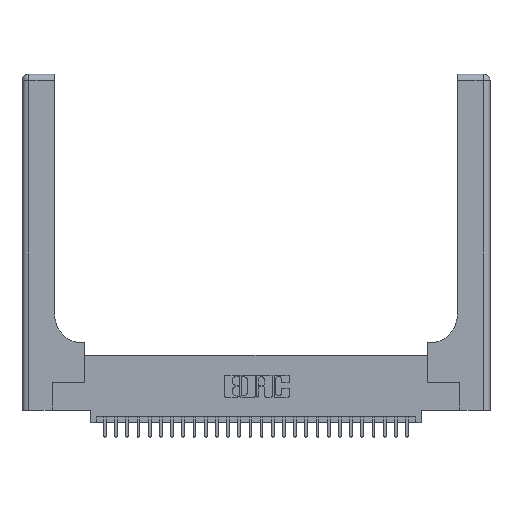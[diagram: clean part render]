
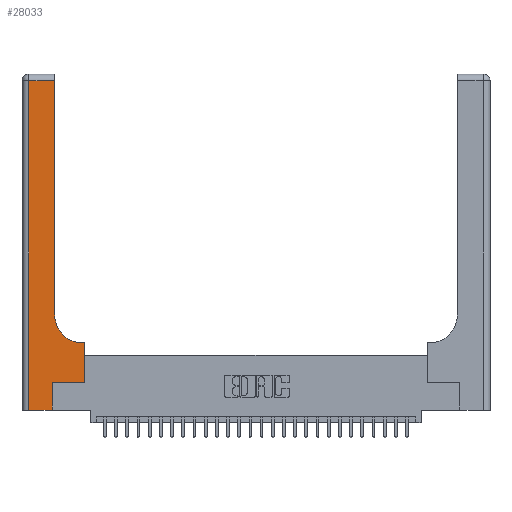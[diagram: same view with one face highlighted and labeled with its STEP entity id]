
A CAD part, top view. The second image highlights one B-rep face of the part: STEP entity #28033.
In plain terms, the highlighted planar face has unit normal (0, 0, 1).
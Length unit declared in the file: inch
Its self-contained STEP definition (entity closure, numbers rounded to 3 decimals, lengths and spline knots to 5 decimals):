
#369 = VECTOR ( 'NONE', #19299, 39.37008 ) ;
#761 = CARTESIAN_POINT ( 'NONE',  ( 0.5585, 0.25, 0.37 ) ) ;
#834 = ORIENTED_EDGE ( 'NONE', *, *, #7552, .T. ) ;
#912 = CARTESIAN_POINT ( 'NONE',  ( 0.5415, 0.6, 0.37 ) ) ;
#942 = LINE ( 'NONE', #761, #6283 ) ;
#1083 = ORIENTED_EDGE ( 'NONE', *, *, #9282, .T. ) ;
#1143 = CARTESIAN_POINT ( 'NONE',  ( 0.269, 0.25, 0.37 ) ) ;
#1184 = CARTESIAN_POINT ( 'NONE',  ( 0., 2.94, 0.37 ) ) ;
#1487 = VECTOR ( 'NONE', #10187, 39.37008 ) ;
#1927 = CARTESIAN_POINT ( 'NONE',  ( 0., 0., 0.37 ) ) ;
#1980 = ORIENTED_EDGE ( 'NONE', *, *, #27244, .T. ) ;
#2046 = ORIENTED_EDGE ( 'NONE', *, *, #24201, .T. ) ;
#2184 = EDGE_LOOP ( 'NONE', ( #4732, #8194, #1083, #18560, #12199, #2046, #1980, #834, #22803 ) ) ;
#2444 = DIRECTION ( 'NONE',  ( -1., 0., 0. ) ) ;
#3159 = VERTEX_POINT ( 'NONE', #5674 ) ;
#3173 = EDGE_CURVE ( 'NONE', #27140, #4641, #20835, .T. ) ;
#3322 = VECTOR ( 'NONE', #4252, 39.37008 ) ;
#4232 = VERTEX_POINT ( 'NONE', #912 ) ;
#4252 = DIRECTION ( 'NONE',  ( 1., 0., 0. ) ) ;
#4588 = VERTEX_POINT ( 'NONE', #6869 ) ;
#4641 = VERTEX_POINT ( 'NONE', #9474 ) ;
#4732 = ORIENTED_EDGE ( 'NONE', *, *, #8184, .T. ) ;
#4874 = CARTESIAN_POINT ( 'NONE',  ( 0.2915, 2.94, 0.37 ) ) ;
#5024 = CARTESIAN_POINT ( 'NONE',  ( 0.2915, 3., 0.37 ) ) ;
#5142 = DIRECTION ( 'NONE',  ( 0., 0., -1. ) ) ;
#5567 = CARTESIAN_POINT ( 'NONE',  ( 0.06, 3., 0.37 ) ) ;
#5674 = CARTESIAN_POINT ( 'NONE',  ( 0.2915, 0.85, 0.37 ) ) ;
#6283 = VECTOR ( 'NONE', #9958, 39.37008 ) ;
#6869 = CARTESIAN_POINT ( 'NONE',  ( 0.06, 0., 0.37 ) ) ;
#7288 = DIRECTION ( 'NONE',  ( 0., 1., 0. ) ) ;
#7552 = EDGE_CURVE ( 'NONE', #25876, #4232, #7960, .T. ) ;
#7958 = EDGE_CURVE ( 'NONE', #4588, #24234, #21384, .T. ) ;
#7960 = LINE ( 'NONE', #18324, #25189 ) ;
#8184 = EDGE_CURVE ( 'NONE', #3159, #27140, #28283, .T. ) ;
#8194 = ORIENTED_EDGE ( 'NONE', *, *, #3173, .T. ) ;
#8286 = LINE ( 'NONE', #19173, #1487 ) ;
#8318 = EDGE_CURVE ( 'NONE', #24234, #16822, #8286, .T. ) ;
#8504 = AXIS2_PLACEMENT_3D ( 'NONE', #18708, #5142, #20970 ) ;
#9282 = EDGE_CURVE ( 'NONE', #4641, #4588, #24069, .T. ) ;
#9474 = CARTESIAN_POINT ( 'NONE',  ( 0.06, 2.94, 0.37 ) ) ;
#9958 = DIRECTION ( 'NONE',  ( 0., 1., 0. ) ) ;
#10187 = DIRECTION ( 'NONE',  ( 0., 1., 0. ) ) ;
#10423 = VECTOR ( 'NONE', #7288, 39.37008 ) ;
#12199 = ORIENTED_EDGE ( 'NONE', *, *, #8318, .T. ) ;
#12799 = CARTESIAN_POINT ( 'NONE',  ( 0., 3., 0.37 ) ) ;
#14073 = CARTESIAN_POINT ( 'NONE',  ( 0.5585, 0.25, 0.37 ) ) ;
#14695 = DIRECTION ( 'NONE',  ( 0., -1., 0. ) ) ;
#15040 = DIRECTION ( 'NONE',  ( -1., 0., 0. ) ) ;
#16822 = VERTEX_POINT ( 'NONE', #18137 ) ;
#16878 = VERTEX_POINT ( 'NONE', #14073 ) ;
#17130 = CARTESIAN_POINT ( 'NONE',  ( 0.269, 0., 0.37 ) ) ;
#18137 = CARTESIAN_POINT ( 'NONE',  ( 0.269, 0.25, 0.37 ) ) ;
#18147 = VECTOR ( 'NONE', #14695, 39.37008 ) ;
#18160 = LINE ( 'NONE', #1143, #369 ) ;
#18324 = CARTESIAN_POINT ( 'NONE',  ( 0.2915, 0.6, 0.37 ) ) ;
#18560 = ORIENTED_EDGE ( 'NONE', *, *, #7958, .T. ) ;
#18708 = CARTESIAN_POINT ( 'NONE',  ( 0.5415, 0.85, 0.37 ) ) ;
#19173 = CARTESIAN_POINT ( 'NONE',  ( 0.269, 0., 0.37 ) ) ;
#19299 = DIRECTION ( 'NONE',  ( 1., 0., 0. ) ) ;
#20132 = VECTOR ( 'NONE', #25941, 39.37008 ) ;
#20835 = LINE ( 'NONE', #1184, #20132 ) ;
#20970 = DIRECTION ( 'NONE',  ( 1., 0., 0. ) ) ;
#21375 = CARTESIAN_POINT ( 'NONE',  ( 0.5585, 0.6, 0.37 ) ) ;
#21384 = LINE ( 'NONE', #1927, #3322 ) ;
#21503 = CIRCLE ( 'NONE', #8504, 0.25 ) ;
#22125 = AXIS2_PLACEMENT_3D ( 'NONE', #12799, #28405, #15040 ) ;
#22529 = FACE_OUTER_BOUND ( 'NONE', #2184, .T. ) ;
#22803 = ORIENTED_EDGE ( 'NONE', *, *, #27852, .T. ) ;
#24069 = LINE ( 'NONE', #5567, #18147 ) ;
#24201 = EDGE_CURVE ( 'NONE', #16822, #16878, #18160, .T. ) ;
#24234 = VERTEX_POINT ( 'NONE', #17130 ) ;
#25189 = VECTOR ( 'NONE', #2444, 39.37008 ) ;
#25876 = VERTEX_POINT ( 'NONE', #21375 ) ;
#25941 = DIRECTION ( 'NONE',  ( -1., 0., 0. ) ) ;
#26182 = PLANE ( 'NONE',  #22125 ) ;
#27140 = VERTEX_POINT ( 'NONE', #4874 ) ;
#27244 = EDGE_CURVE ( 'NONE', #16878, #25876, #942, .T. ) ;
#27852 = EDGE_CURVE ( 'NONE', #4232, #3159, #21503, .T. ) ;
#28033 = ADVANCED_FACE ( 'NONE', ( #22529 ), #26182, .F. ) ;
#28283 = LINE ( 'NONE', #5024, #10423 ) ;
#28405 = DIRECTION ( 'NONE',  ( 0., 0., -1. ) ) ;
